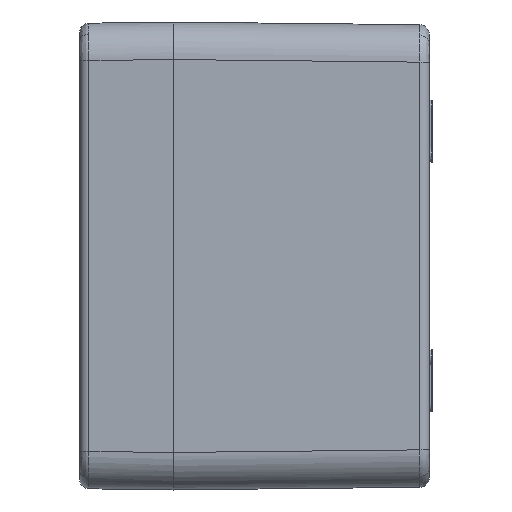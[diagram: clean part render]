
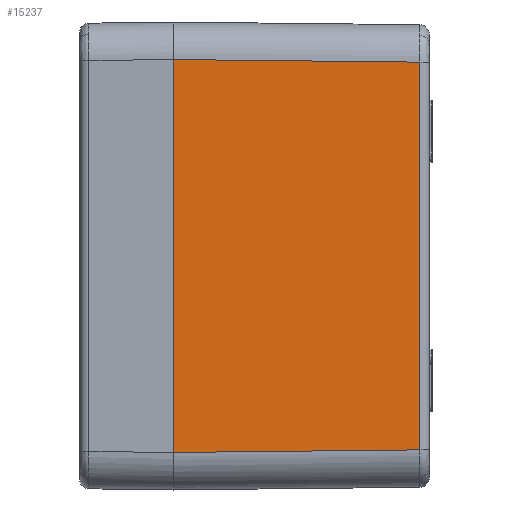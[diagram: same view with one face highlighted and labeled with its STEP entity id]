
A CAD part, left-side view. The second image highlights one B-rep face of the part: STEP entity #15237.
In plain terms, the highlighted planar face has unit normal (-1, -0.011, 0).
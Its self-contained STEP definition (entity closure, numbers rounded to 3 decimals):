
#615=PLANE('',#16821);
#1138=LINE('',#42642,#1814);
#1203=LINE('',#43379,#1879);
#1204=LINE('',#43380,#1880);
#1205=LINE('',#43381,#1881);
#1814=VECTOR('',#20101,1000.);
#1879=VECTOR('',#20282,1000.);
#1880=VECTOR('',#20283,1000.);
#1881=VECTOR('',#20284,1000.);
#3227=FACE_OUTER_BOUND('',#4334,.T.);
#4334=EDGE_LOOP('',(#12879,#12880,#12881,#12882));
#6986=VERTEX_POINT('',#41083);
#7177=VERTEX_POINT('',#42640);
#7178=VERTEX_POINT('',#42641);
#7254=VERTEX_POINT('',#43378);
#9122=EDGE_CURVE('',#7177,#7178,#1138,.T.);
#9240=EDGE_CURVE('',#7178,#7254,#1203,.T.);
#9241=EDGE_CURVE('',#7254,#6986,#1204,.T.);
#9242=EDGE_CURVE('',#6986,#7177,#1205,.T.);
#12879=ORIENTED_EDGE('',*,*,#9240,.T.);
#12880=ORIENTED_EDGE('',*,*,#9241,.T.);
#12881=ORIENTED_EDGE('',*,*,#9242,.T.);
#12882=ORIENTED_EDGE('',*,*,#9122,.T.);
#15237=ADVANCED_FACE('',(#3227),#615,.T.);
#16821=AXIS2_PLACEMENT_3D('',#43377,#20280,#20281);
#20101=DIRECTION('',(0.,0.,-1.));
#20280=DIRECTION('center_axis',(-1.,-0.01,
0.));
#20281=DIRECTION('ref_axis',(0.01,-1.,0.));
#20282=DIRECTION('',(0.01,-1.,0.01));
#20283=DIRECTION('',(0.,0.,1.));
#20284=DIRECTION('',(-0.01,1.,0.01));
#41083=CARTESIAN_POINT('',(-114.568,-39.216,31.069));
#42640=CARTESIAN_POINT('',(-114.982,0.3,31.483));
#42641=CARTESIAN_POINT('',(-114.982,0.3,-31.483));
#42642=CARTESIAN_POINT('',(-114.982,0.3,-37.5));
#43377=CARTESIAN_POINT('Origin',(-115.,2.,-37.5));
#43378=CARTESIAN_POINT('',(-114.568,-39.216,-31.069));
#43379=CARTESIAN_POINT('',(-115.001,2.063,-31.501));
#43380=CARTESIAN_POINT('',(-114.568,-39.216,31.053));
#43381=CARTESIAN_POINT('',(-114.992,1.278,31.493));
